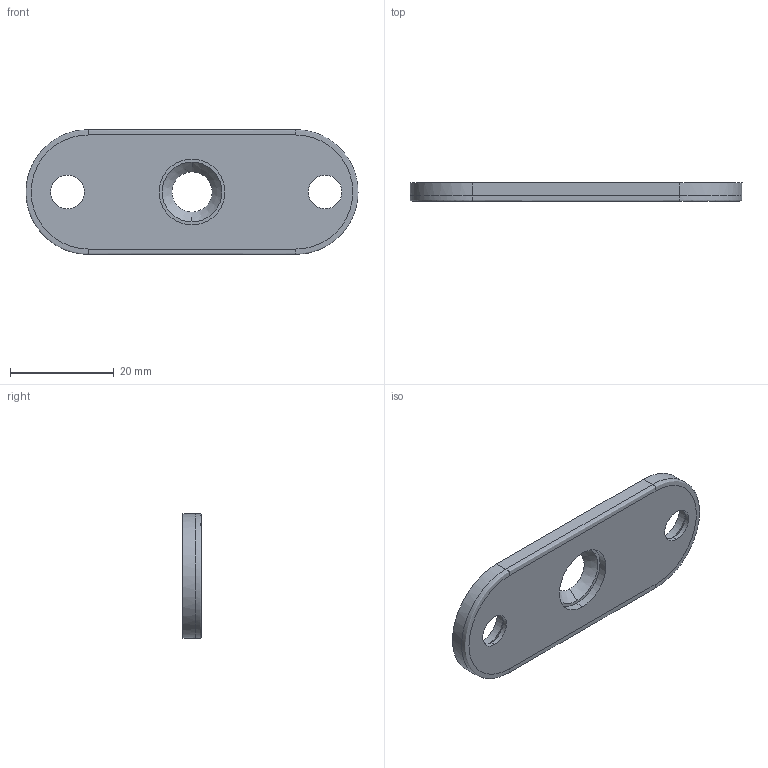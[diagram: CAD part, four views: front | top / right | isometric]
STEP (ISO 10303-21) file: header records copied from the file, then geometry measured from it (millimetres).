
FILE_DESCRIPTION (( 'STEP AP214' ), '1' );
FILE_NAME ('àðò. KRT231.STEP', '2014-05-19T12:29:38', ( '' ), ( '' ), 'SwSTEP 2.0', 'SolidWorks 2014', '' );
FILE_SCHEMA (( 'AUTOMOTIVE_DESIGN' ));
Length unit declared in the file: millimetre
Products named in the file (1): àðò. KRT231
Bounding box: 64 x 3.5 x 24 mm (x, y, z)
Volume: 4267.4 mm3; surface area: 3354.1 mm2
Topology: 1 solids, 1 shells, 29 faces, 64 edges, 38 vertices
Faces by surface type: cylinder 12, bspline 6, cone 6, plane 5
Entity records: 1328 total; most frequent: CARTESIAN_POINT 690, ORIENTED_EDGE 128, DIRECTION 118, EDGE_CURVE 64, AXIS2_PLACEMENT_3D 48, VERTEX_POINT 38, EDGE_LOOP 36, ADVANCED_FACE 29
